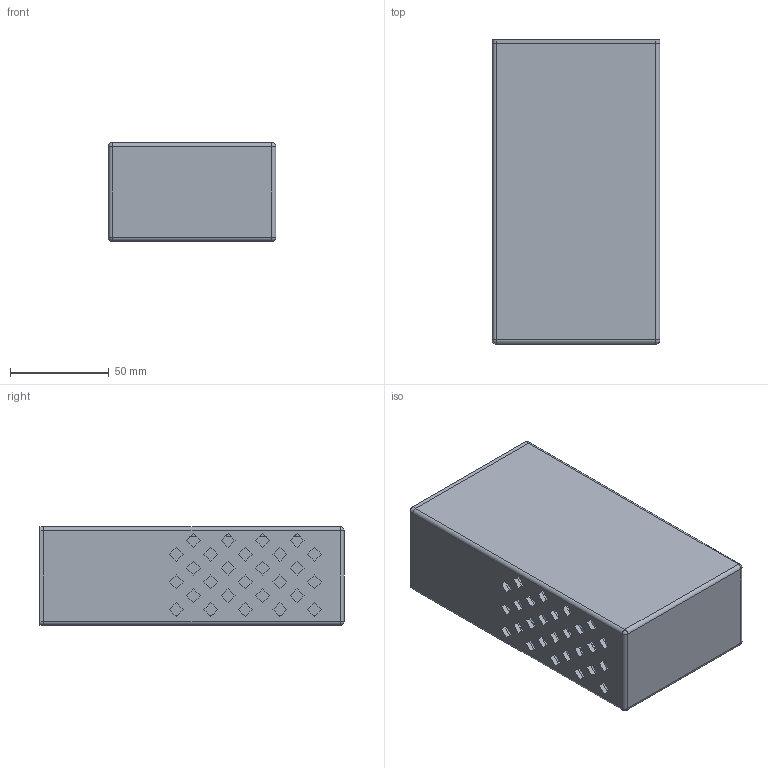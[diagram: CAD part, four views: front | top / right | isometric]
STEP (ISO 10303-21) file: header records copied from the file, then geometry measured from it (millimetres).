
FILE_DESCRIPTION(/* description */ (''),/* implementation_level */ '2;1');
FILE_NAME(/* name */ 'PSU Case v1.step',/* time_stamp */ '2022-03-07T20:22:14+00:00',/* author */ (''),/* organization */ (''),/* preprocessor_version */ 'ST-DEVELOPER v18.1',/* originating_system */ 'Autodesk Translation Framework v10.13.0.1454',/* authorisation */ '');
FILE_SCHEMA (('AUTOMOTIVE_DESIGN { 1 0 10303 214 3 1 1 }'));
Length unit declared in the file: millimetre
Products named in the file (1): PSU Case
Bounding box: 85 x 154 x 50 mm (x, y, z)
Volume: 163836 mm3; surface area: 103856.5 mm2
Topology: 2 solids, 2 shells, 583 faces, 1803 edges, 1198 vertices
Faces by surface type: plane 562, cylinder 17, sphere 4
Full cylindrical faces by diameter (mm): 2.5 x2, 5.5 x1
Entity records: 20234 total; most frequent: ORIENTED_EDGE 3606, CARTESIAN_POINT 3585, DIRECTION 3009, EDGE_CURVE 1803, LINE 1765, VECTOR 1765, VERTEX_POINT 1198, EDGE_LOOP 815
